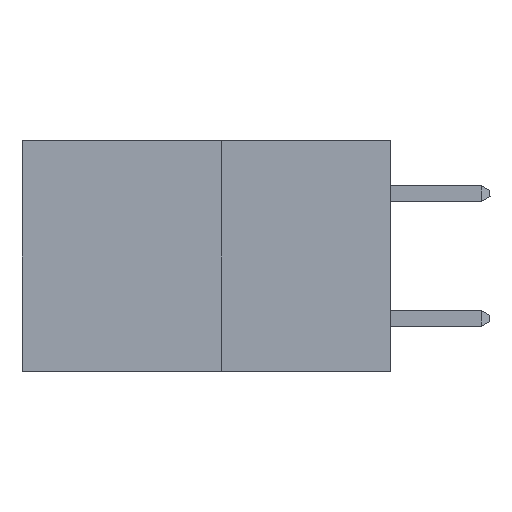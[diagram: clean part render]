
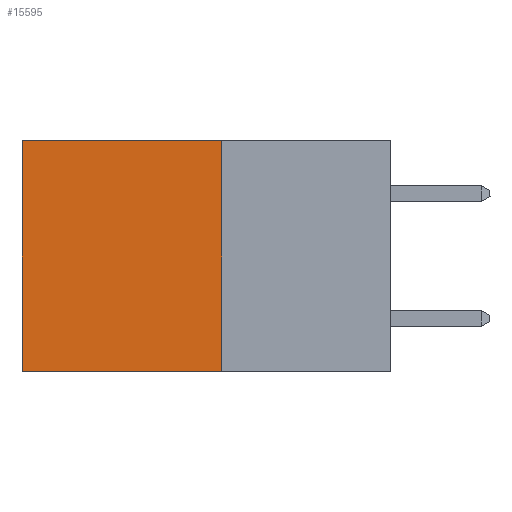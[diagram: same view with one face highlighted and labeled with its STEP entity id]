
A CAD part, left-side view. The second image highlights one B-rep face of the part: STEP entity #15595.
In plain terms, the highlighted planar face has unit normal (-1, 0, 0).
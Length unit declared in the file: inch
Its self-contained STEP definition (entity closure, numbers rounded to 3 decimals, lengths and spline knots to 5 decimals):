
#1404 = VECTOR ( 'NONE', #8708, 39.37008 ) ;
#1773 = CARTESIAN_POINT ( 'NONE',  ( 0.277, 0.27, 0. ) ) ;
#2135 = VERTEX_POINT ( 'NONE', #21848 ) ;
#2146 = VERTEX_POINT ( 'NONE', #1773 ) ;
#2295 = CARTESIAN_POINT ( 'NONE',  ( 0.277, 0.27, -0.37 ) ) ;
#2336 = LINE ( 'NONE', #8788, #9123 ) ;
#3374 = VERTEX_POINT ( 'NONE', #24489 ) ;
#4458 = ORIENTED_EDGE ( 'NONE', *, *, #29968, .T. ) ;
#4659 = LINE ( 'NONE', #21530, #18925 ) ;
#4850 = EDGE_LOOP ( 'NONE', ( #4458, #23490, #18878, #24375 ) ) ;
#4885 = DIRECTION ( 'NONE',  ( 0., 0., -1. ) ) ;
#5001 = FACE_OUTER_BOUND ( 'NONE', #4850, .T. ) ;
#8708 = DIRECTION ( 'NONE',  ( 0., 0., -1. ) ) ;
#8788 = CARTESIAN_POINT ( 'NONE',  ( 0.277, 0.27, -0.37 ) ) ;
#8940 = DIRECTION ( 'NONE',  ( 0., 1., 0. ) ) ;
#9123 = VECTOR ( 'NONE', #23856, 39.37008 ) ;
#9915 = CARTESIAN_POINT ( 'NONE',  ( 0.277, 0.27, -0.37 ) ) ;
#11106 = DIRECTION ( 'NONE',  ( 0., 1., 0. ) ) ;
#11900 = VECTOR ( 'NONE', #11106, 39.37008 ) ;
#12279 = EDGE_CURVE ( 'NONE', #2146, #2135, #12683, .T. ) ;
#12392 = PLANE ( 'NONE',  #26570 ) ;
#12683 = LINE ( 'NONE', #21180, #11900 ) ;
#15595 = ADVANCED_FACE ( 'NONE', ( #5001 ), #12392, .F. ) ;
#18878 = ORIENTED_EDGE ( 'NONE', *, *, #20544, .F. ) ;
#18925 = VECTOR ( 'NONE', #8940, 39.37008 ) ;
#20049 = DIRECTION ( 'NONE',  ( 1., 0., 0. ) ) ;
#20544 = EDGE_CURVE ( 'NONE', #2146, #22102, #2336, .T. ) ;
#21180 = CARTESIAN_POINT ( 'NONE',  ( 0.277, 0.27, 0. ) ) ;
#21530 = CARTESIAN_POINT ( 'NONE',  ( 0.277, 0.27, -0.37 ) ) ;
#21797 = EDGE_CURVE ( 'NONE', #22102, #3374, #4659, .T. ) ;
#21848 = CARTESIAN_POINT ( 'NONE',  ( 0.277, 0.59, 0. ) ) ;
#22102 = VERTEX_POINT ( 'NONE', #9915 ) ;
#22422 = LINE ( 'NONE', #31282, #1404 ) ;
#23490 = ORIENTED_EDGE ( 'NONE', *, *, #21797, .F. ) ;
#23856 = DIRECTION ( 'NONE',  ( 0., 0., -1. ) ) ;
#24375 = ORIENTED_EDGE ( 'NONE', *, *, #12279, .T. ) ;
#24489 = CARTESIAN_POINT ( 'NONE',  ( 0.277, 0.59, -0.37 ) ) ;
#26570 = AXIS2_PLACEMENT_3D ( 'NONE', #2295, #20049, #4885 ) ;
#29968 = EDGE_CURVE ( 'NONE', #2135, #3374, #22422, .T. ) ;
#31282 = CARTESIAN_POINT ( 'NONE',  ( 0.277, 0.59, -0.37 ) ) ;
